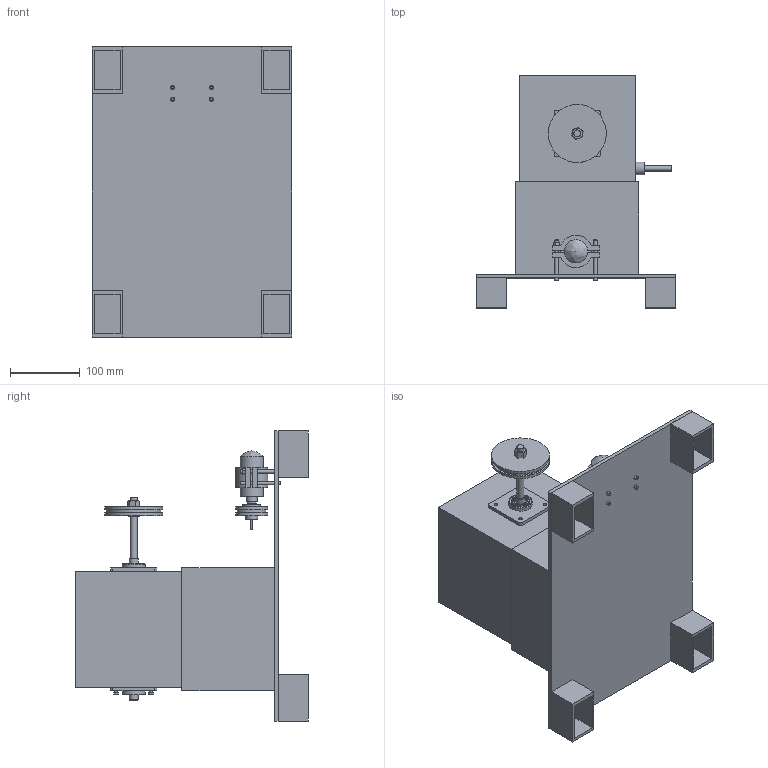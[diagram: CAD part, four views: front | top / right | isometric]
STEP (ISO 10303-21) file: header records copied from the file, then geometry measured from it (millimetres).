
FILE_DESCRIPTION(('FreeCAD Model'),'2;1');
FILE_NAME('Open CASCADE Shape Model','2025-05-03T21:27:48',('FreeCAD'),( 'FreeCAD'),'Open CASCADE STEP processor 7.6','FreeCAD','Unknown');
FILE_SCHEMA(('AUTOMOTIVE_DESIGN { 1 0 10303 214 1 1 1 1 }'));
Products named in the file (1): Open CASCADE STEP translator 7.6 1
Bounding box: 285.96 x 333.34 x 415.64 mm (x, y, z)
Volume: 1971249.7 mm3; surface area: 960204.3 mm2
Topology: 145 solids, 145 shells, 4002 faces, 11115 edges, 7064 vertices
Faces by surface type: bspline 4002
Entity records: 506689 total; most frequent: CARTESIAN_POINT 444727, ORIENTED_EDGE 21416, EDGE_CURVE 10708, VERTEX_POINT 7064, B_SPLINE_CURVE_WITH_KNOTS 6995, FACE_BOUND 4530, EDGE_LOOP 4530, ADVANCED_FACE 4002
